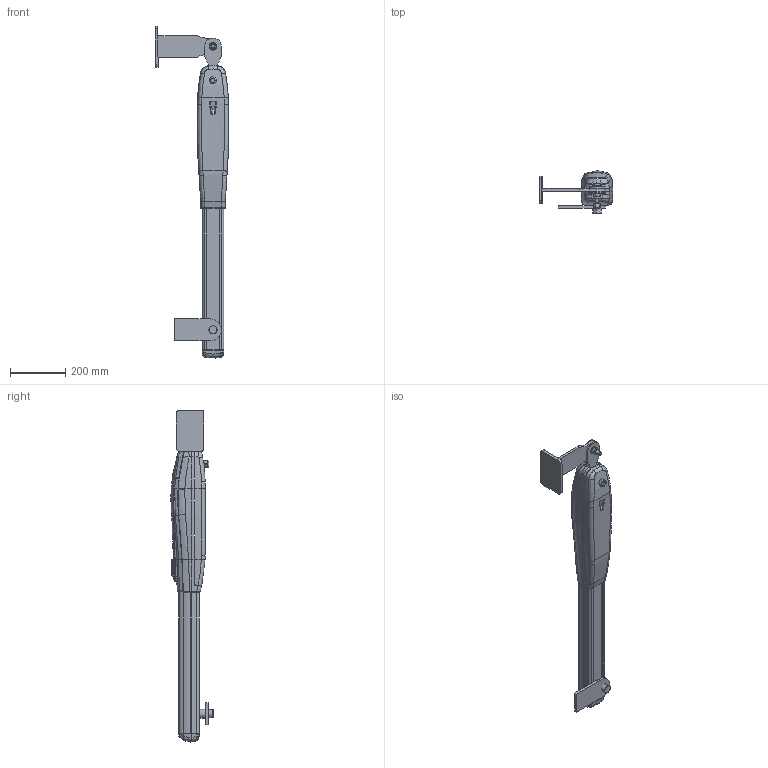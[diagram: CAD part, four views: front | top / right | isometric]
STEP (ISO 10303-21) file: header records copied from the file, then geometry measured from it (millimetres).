
FILE_DESCRIPTION (( 'STEP AP214' ), '1' );
FILE_NAME ('SMARTY 5.STEP', '2017-02-23T15:15:32', ( 'admin' ), ( 'Microsoft' ), 'SwSTEP 2.0', 'SolidWorks 2016', '' );
FILE_SCHEMA (( 'AUTOMOTIVE_DESIGN' ));
Length unit declared in the file: millimetre
Products named in the file (1): SMARTY 5
Bounding box: 268.51 x 152.95 x 1205.83 mm (x, y, z)
Volume: 8961763.8 mm3; surface area: 684456.2 mm2
Topology: 19 solids, 19 shells, 1154 faces, 2900 edges, 1802 vertices
Faces by surface type: bspline 563, plane 313, cylinder 164, cone 85, torus 27, sphere 2
Entity records: 55406 total; most frequent: CARTESIAN_POINT 32856, ORIENTED_EDGE 5756, EDGE_CURVE 2878, DIRECTION 2662, VERTEX_POINT 1802, B_SPLINE_CURVE_WITH_KNOTS 1646, EDGE_LOOP 1198, FACE_OUTER_BOUND 1154
